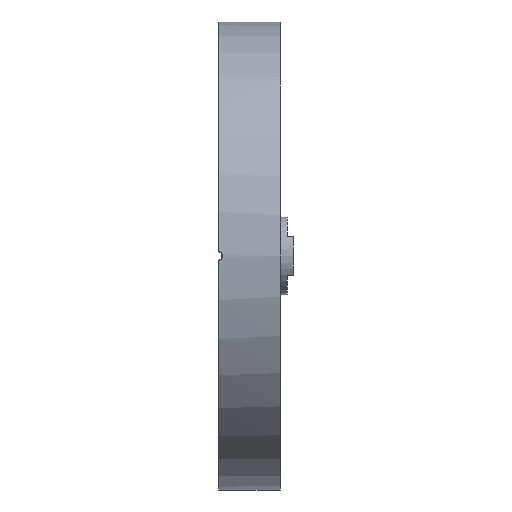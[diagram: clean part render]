
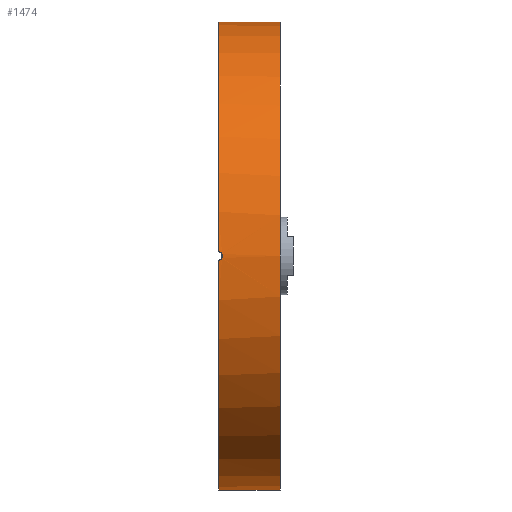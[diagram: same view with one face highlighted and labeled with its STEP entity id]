
A CAD part, left-side view. The second image highlights one B-rep face of the part: STEP entity #1474.
In plain terms, the highlighted cylindrical face has radius 57.15 mm (diameter 114.3 mm), a partial arc.
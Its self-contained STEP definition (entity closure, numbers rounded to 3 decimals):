
#26 = CARTESIAN_POINT ( 'NONE',  ( -57.144, -0.615, 0.799 ) ) ;
#152 = ORIENTED_EDGE ( 'NONE', *, *, #616, .F. ) ;
#180 = ORIENTED_EDGE ( 'NONE', *, *, #4142, .F. ) ;
#209 = CARTESIAN_POINT ( 'NONE',  ( 0., -15., 57.15 ) ) ;
#273 = VERTEX_POINT ( 'NONE', #3114 ) ;
#279 = CIRCLE ( 'NONE', #1440, 57.15 ) ;
#280 = DIRECTION ( 'NONE',  ( 0., 1., 0. ) ) ;
#286 = DIRECTION ( 'NONE',  ( 0., 0., 1. ) ) ;
#379 = EDGE_CURVE ( 'NONE', #2478, #4258, #414, .T. ) ;
#414 = CIRCLE ( 'NONE', #3026, 57.15 ) ;
#502 = ORIENTED_EDGE ( 'NONE', *, *, #811, .F. ) ;
#616 = EDGE_CURVE ( 'NONE', #907, #1728, #4427, .T. ) ;
#725 = EDGE_CURVE ( 'NONE', #5150, #1728, #3845, .T. ) ;
#811 = EDGE_CURVE ( 'NONE', #5150, #273, #279, .T. ) ;
#846 = ORIENTED_EDGE ( 'NONE', *, *, #5237, .T. ) ;
#907 = VERTEX_POINT ( 'NONE', #4104 ) ;
#1273 = FACE_OUTER_BOUND ( 'NONE', #1774, .T. ) ;
#1440 = AXIS2_PLACEMENT_3D ( 'NONE', #2141, #2913, #2489 ) ;
#1474 = ADVANCED_FACE ( 'NONE', ( #1273 ), #4278, .T. ) ;
#1542 = VECTOR ( 'NONE', #4583, 1000. ) ;
#1563 = AXIS2_PLACEMENT_3D ( 'NONE', #5181, #2738, #4346 ) ;
#1594 = CARTESIAN_POINT ( 'NONE',  ( -57.141, 0., 1. ) ) ;
#1728 = VERTEX_POINT ( 'NONE', #4949 ) ;
#1774 = EDGE_LOOP ( 'NONE', ( #180, #3379, #846, #502, #4521, #152 ) ) ;
#1904 = CARTESIAN_POINT ( 'NONE',  ( 0., -15., 0. ) ) ;
#2008 = CARTESIAN_POINT ( 'NONE',  ( -57.147, -0.801, -0.613 ) ) ;
#2141 = CARTESIAN_POINT ( 'NONE',  ( 0., 0., 0. ) ) ;
#2144 = LINE ( 'NONE', #2570, #4066 ) ;
#2401 = CARTESIAN_POINT ( 'NONE',  ( -57.143, -0.504, 0.874 ) ) ;
#2416 = CARTESIAN_POINT ( 'NONE',  ( -57.143, -0.521, -0.893 ) ) ;
#2438 = CARTESIAN_POINT ( 'NONE',  ( -57.148, -0.874, -0.503 ) ) ;
#2478 = VERTEX_POINT ( 'NONE', #4957 ) ;
#2489 = DIRECTION ( 'NONE',  ( 0., 0., 1. ) ) ;
#2570 = CARTESIAN_POINT ( 'NONE',  ( 0., -15., -57.15 ) ) ;
#2738 = DIRECTION ( 'NONE',  ( 0., 1., 0. ) ) ;
#2826 = CARTESIAN_POINT ( 'NONE',  ( -57.142, -0.262, 0.974 ) ) ;
#2847 = CARTESIAN_POINT ( 'NONE',  ( -57.141, -0.264, -1. ) ) ;
#2865 = CARTESIAN_POINT ( 'NONE',  ( -57.15, -0.974, -0.261 ) ) ;
#2913 = DIRECTION ( 'NONE',  ( 0., 1., 0. ) ) ;
#2931 = AXIS2_PLACEMENT_3D ( 'NONE', #3560, #280, #3139 ) ;
#3026 = AXIS2_PLACEMENT_3D ( 'NONE', #1904, #5183, #286 ) ;
#3114 = CARTESIAN_POINT ( 'NONE',  ( 0., 0., 57.15 ) ) ;
#3139 = DIRECTION ( 'NONE',  ( 0., 0., 1. ) ) ;
#3232 = CARTESIAN_POINT ( 'NONE',  ( -57.141, -0.132, 1. ) ) ;
#3285 = CARTESIAN_POINT ( 'NONE',  ( -57.15, -1., -0.13 ) ) ;
#3356 = CARTESIAN_POINT ( 'NONE',  ( 0., -15., 57.15 ) ) ;
#3379 = ORIENTED_EDGE ( 'NONE', *, *, #379, .T. ) ;
#3560 = CARTESIAN_POINT ( 'NONE',  ( 0., 0., 0. ) ) ;
#3669 = CARTESIAN_POINT ( 'NONE',  ( -57.141, 0., -1. ) ) ;
#3699 = CARTESIAN_POINT ( 'NONE',  ( -57.15, -1., 0.131 ) ) ;
#3845 = B_SPLINE_CURVE_WITH_KNOTS ( 'NONE', 3,
 ( #1594, #3232, #2826, #2401, #26, #4924, #4501, #4092, #3699, #3285, #2865, #2438, #2008, #2416, #2847, #3669 ),
 .UNSPECIFIED., .F., .F.,
 ( 4, 2, 2, 2, 2, 2, 2, 4 ),
 ( 0., 0., 0.001, 0.001, 0.002, 0.002, 0.002, 0.003 ),
 .UNSPECIFIED. ) ;
#4066 = VECTOR ( 'NONE', #5020, 1000. ) ;
#4092 = CARTESIAN_POINT ( 'NONE',  ( -57.15, -0.974, 0.263 ) ) ;
#4104 = CARTESIAN_POINT ( 'NONE',  ( 0., 0., -57.15 ) ) ;
#4115 = CARTESIAN_POINT ( 'NONE',  ( -57.141, 0., 1. ) ) ;
#4142 = EDGE_CURVE ( 'NONE', #2478, #907, #2144, .T. ) ;
#4258 = VERTEX_POINT ( 'NONE', #209 ) ;
#4278 = CYLINDRICAL_SURFACE ( 'NONE', #1563, 57.15 ) ;
#4346 = DIRECTION ( 'NONE',  ( 0., 0., 1. ) ) ;
#4427 = CIRCLE ( 'NONE', #2931, 57.15 ) ;
#4501 = CARTESIAN_POINT ( 'NONE',  ( -57.148, -0.874, 0.503 ) ) ;
#4521 = ORIENTED_EDGE ( 'NONE', *, *, #725, .T. ) ;
#4583 = DIRECTION ( 'NONE',  ( 0., 1., 0. ) ) ;
#4812 = LINE ( 'NONE', #3356, #1542 ) ;
#4924 = CARTESIAN_POINT ( 'NONE',  ( -57.147, -0.799, 0.615 ) ) ;
#4949 = CARTESIAN_POINT ( 'NONE',  ( -57.141, 0., -1. ) ) ;
#4957 = CARTESIAN_POINT ( 'NONE',  ( 0., -15., -57.15 ) ) ;
#5020 = DIRECTION ( 'NONE',  ( 0., 1., 0. ) ) ;
#5150 = VERTEX_POINT ( 'NONE', #4115 ) ;
#5181 = CARTESIAN_POINT ( 'NONE',  ( 0., -15., 0. ) ) ;
#5183 = DIRECTION ( 'NONE',  ( 0., 1., 0. ) ) ;
#5237 = EDGE_CURVE ( 'NONE', #4258, #273, #4812, .T. ) ;
